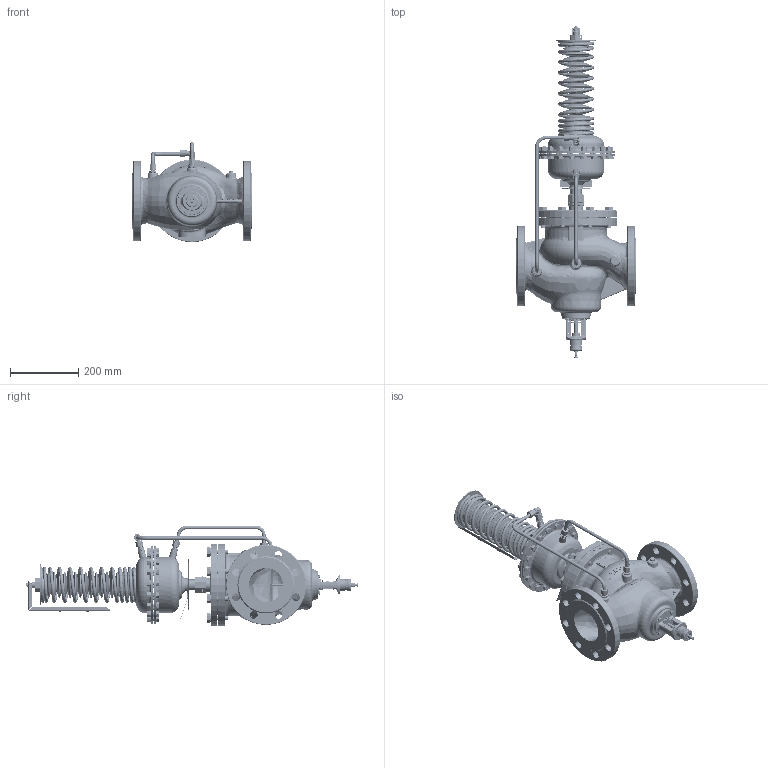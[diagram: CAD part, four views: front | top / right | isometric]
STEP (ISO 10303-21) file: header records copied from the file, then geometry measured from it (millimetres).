
FILE_DESCRIPTION((''),'2;1');
FILE_NAME('003G5582_AFQMP2_PN40_DN100_ASM','2022-04-04T13:32:24',('U369265'),(''),'CREO PARAMETRIC BY PTC INC, 2020342','CREO PARAMETRIC BY PTC INC, 2020342','');
FILE_SCHEMA(('CONFIG_CONTROL_DESIGN'));
Length unit declared in the file: millimetre
Products named in the file (96): 88650650_VALVE_B_VFQM_DN100_PN4; 88651260_SEAT_VFQM_DN100_1; 88651200_YOKE_BODY_DN65_100_1_2; 88652300_STUFFING_BOX_DN100_1_1; 88651340_SPINDLE_CV_DN100_1; 88652260_SETT_SCREW_DN65-100__2; 88650860_VALVE_C_VFG_DN100_PN40; HEX_SCREW_DIN933_M06X18_1_1_2_6; HEX_SCREW_DIN931_M16X50_1_1; 88652800_POINTER_VFQM_1_1_2_3_6; 88652720_FLOW_SCALE_DN100_1; 51817881_SCREW_SF_M3X5_1_1_2__6; 54790650_BUSH_12X14X10_1_1_2_3; 54540510_1_1_2_3_4_5_6; 188610240_1_1_2_3_4_5_6; WALTER_CONNECTION_1_1_2_3_4_5_6; WALTER_PROFILE_RING_1_1_2_3_4_6; WALTER_CONNECTION_NUT_1_1_2_3_6; 8863078_ASM_1_1_2_3_4_5_6_ASM; 88653300_VFQM_DN100_PN40_ASM_1_ASM; 88670090_HOUSING160_PN40_MINU_3; 88673400_TUBE_FI38X10X62_MINU_6; 88671680_PRESSURE_CONNEC-175702; WELD_PRESS_CON_6MM_1_1_2_3_4__6; WELD_160_6MM_INST_AF0_1_1_2_3; WELD_160_6MM_2_INST_AF0_1_1_2_3; 88671490_COVER160_PN40_MINUS__3_ASM; 88670080_HOUSING160_PN40_PLUS_3; 88673410_TUBE_FI38X10X33_AF1__3; 88671680_PRESSURE_CONNEC-189485; WELD_PRESS_CON_6MM_AF1_1_1_2_3; WELD_160_6MM_INST_1_1_2_3; WELD_160_6MM_2_INST_1_1_2_3; 88671480_COVER160_PN40_PLUS_A_3_ASM; 88670600_CONNECTING_NUT_G1_1__6; 88671040_SETTING_SPINDLE_PA_1_6; 88670800_SETTING_NUT_IPA_1_1__6; 5521168_1_1_2_3_4_5_6_7_8_9___1; 5521168_1_1_2_3_4_5_6_7_8_9___2; 5521168_1_1_2_3_4_5_6_7_8_9___3 ...
Assembly tree (184 placements, depth 6):
  003G5582_AFQMP2_PN40_DN100_ASM
    003G5582_AFQMP2_PN40_DN100_ASM__ASM
      88653300_VFQM_DN100_PN40_ASM_1_ASM
        88650650_VALVE_B_VFQM_DN100_PN4
        88651260_SEAT_VFQM_DN100_1
        88651200_YOKE_BODY_DN65_100_1_2
        88652300_STUFFING_BOX_DN100_1_1
        88651340_SPINDLE_CV_DN100_1
        88652260_SETT_SCREW_DN65-100__2
        88650860_VALVE_C_VFG_DN100_PN40
        HEX_SCREW_DIN933_M06X18_1_1_2_6  x4
        HEX_SCREW_DIN931_M16X50_1_1  x8
        88652800_POINTER_VFQM_1_1_2_3_6
        88652720_FLOW_SCALE_DN100_1
        51817881_SCREW_SF_M3X5_1_1_2__6  x2
        54790650_BUSH_12X14X10_1_1_2_3
        54540510_1_1_2_3_4_5_6  x3
        188610240_1_1_2_3_4_5_6
        8863078_ASM_1_1_2_3_4_5_6_ASM  x2
          WALTER_CONNECTION_1_1_2_3_4_5_6
          WALTER_PROFILE_RING_1_1_2_3_4_6
          WALTER_CONNECTION_NUT_1_1_2_3_6
      003G5622_AFP2_PN40_160CM2_BLU_3_ASM
        88671490_COVER160_PN40_MINUS__3_ASM
          88670090_HOUSING160_PN40_MINU_3
          88673400_TUBE_FI38X10X62_MINU_6
          88671680_PRESSURE_CONNEC-175702
          WELD_PRESS_CON_6MM_1_1_2_3_4__6
          WELD_160_6MM_INST_AF0_1_1_2_3
          WELD_160_6MM_2_INST_AF0_1_1_2_3
        88671480_COVER160_PN40_PLUS_A_3_ASM
          88670080_HOUSING160_PN40_PLUS_3
          88673410_TUBE_FI38X10X33_AF1__3
          88671680_PRESSURE_CONNEC-189485
          WELD_PRESS_CON_6MM_AF1_1_1_2_3
          WELD_160_6MM_INST_1_1_2_3
          WELD_160_6MM_2_INST_1_1_2_3
        88670600_CONNECTING_NUT_G1_1__6
        88671040_SETTING_SPINDLE_PA_1_6
        88670800_SETTING_NUT_IPA_1_1__6
        5521168_1_1_2_3_4_5_6_7_8_9__19_ASM
          5521168_1_1_2_3_4_5_6_7_8_9___1
          5521168_1_1_2_3_4_5_6_7_8_9___2
          5521168_1_1_2_3_4_5_6_7_8_9___3
          5521168_1_1_2_3_4_5_6_7_8_9___4
          5521168_1_1_2_3_4_5_6_7_8_9___5
          5521168_1_1_2_3_4_5_6_7_8_9___6
          5521168_1_1_2_3_4_5_6_7_8_9___7
          5521168_1_1_2_3_4_5_6_7_8_9___8
          5521168_1_1_2_3_4_5_6_7_8_9___9
          5521168_1_1_2_3_4_5_6_7_8_9__20
          5521168_1_1_2_3_4_5_6_7_8_9__21
          5521168_1_1_2_3_4_5_6_7_8_9__22
          5521168_1_1_2_3_4_5_6_7_8_9__23
          5521168_1_1_2_3_4_5_6_7_8_9__24
          5521168_1_1_2_3_4_5_6_7_8_9__25
          5521168_1_1_2_3_4_5_6_7_8_9__26
          5521168_1_1_2_3_4_5_6_7_8_9__27
          5521168_1_1_2_3_4_5_6_7_8_9__28
        88670300_SPRING_HOLDER_PA_1_1_6
Bounding box: 350 x 974.7 x 294.4 mm (x, y, z)
Volume: 7880555.3 mm3; surface area: 1939983.8 mm2
Topology: 178 solids, 178 shells, 7293 faces, 18804 edges, 11959 vertices
Faces by surface type: plane 2928, cylinder 1609, cone 1359, torus 645, bspline 494, extrusion 162, sphere 90, revolution 6
Entity records: 254887 total; most frequent: CARTESIAN_POINT 122256, ORIENTED_EDGE 28436, DIRECTION 26101, EDGE_CURVE 14218, AXIS2_PLACEMENT_3D 9988, VERTEX_POINT 9217, VECTOR 6119, LINE 5957
